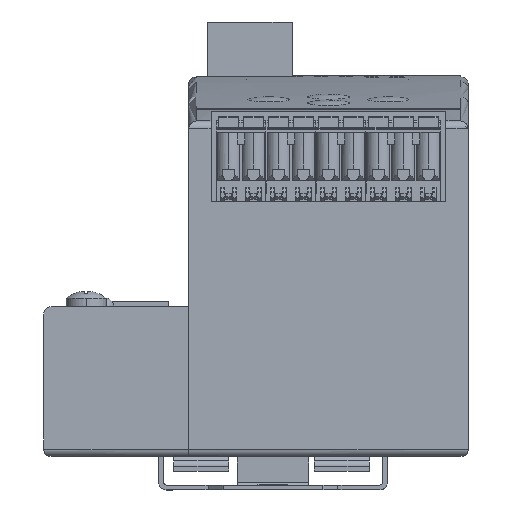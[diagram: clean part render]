
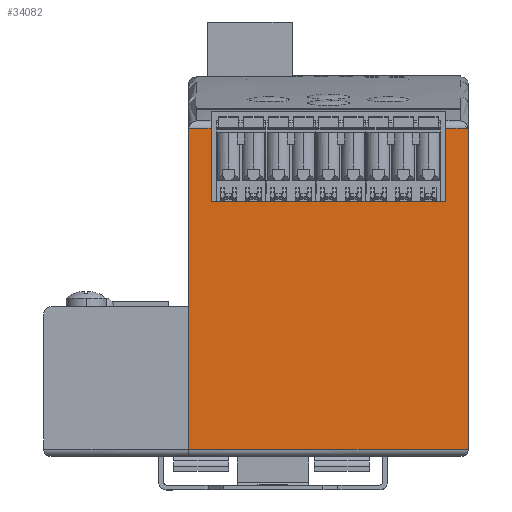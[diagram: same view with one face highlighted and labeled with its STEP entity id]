
A CAD part, front view. The second image highlights one B-rep face of the part: STEP entity #34082.
In plain terms, the highlighted planar face has unit normal (0, -1, 0).
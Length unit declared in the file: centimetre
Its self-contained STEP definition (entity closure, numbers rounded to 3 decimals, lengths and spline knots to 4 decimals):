
#1903=PLANE('',#43055);
#3148=B_SPLINE_CURVE_WITH_KNOTS('',3,(#45423,#45424,#45425,#45426,#45427,
#45428,#45429,#45430,#45431,#45432,#45433,#45434,#45435,#45436,#45437,#45438,
#45439,#45440,#45441,#45442,#45443,#45444,#45445,#45446,#45447,#45448,#45449,
#45450,#45451,#45452,#45453,#45454,#45455,#45456),.UNSPECIFIED.,.T.,.U.,
(4,2,2,2,2,2,2,2,2,2,2,2,2,2,2,2,4),(0.,0.0553,0.111,
0.167,0.2234,0.2798,0.3358,
0.3915,0.4468,0.5022,0.5578,
0.6139,0.6702,0.7266,0.7827,
0.8383,0.8937),.UNSPECIFIED.);
#3151=B_SPLINE_CURVE_WITH_KNOTS('',3,(#45501,#45502,#45503,#45504,#45505,
#45506,#45507,#45508,#45509,#45510,#45511,#45512,#45513,#45514,#45515,#45516,
#45517,#45518,#45519,#45520,#45521,#45522,#45523,#45524,#45525,#45526,#45527,
#45528,#45529,#45530,#45531,#45532,#45533,#45534),.UNSPECIFIED.,.T.,.U.,
(4,2,2,2,2,2,2,2,2,2,2,2,2,2,2,2,4),(0.,0.0553,0.111,
0.167,0.2234,0.2798,0.3358,
0.3915,0.4468,0.5022,0.5578,
0.6139,0.6702,0.7266,0.7827,0.8383,
0.8937),.UNSPECIFIED.);
#3768=VECTOR('',#35966,1.);
#3771=VECTOR('',#35975,1.);
#3776=VECTOR('',#35993,1.);
#3779=VECTOR('',#35999,1.);
#3783=VECTOR('',#36008,1.);
#3784=VECTOR('',#36009,1.);
#3785=VECTOR('',#36010,1.);
#3786=VECTOR('',#36011,1.);
#7356=LINE('',#45475,#3768);
#7359=LINE('',#45483,#3771);
#7364=LINE('',#45548,#3776);
#7367=LINE('',#45553,#3779);
#7371=LINE('',#45564,#3783);
#7372=LINE('',#45565,#3784);
#7373=LINE('',#45566,#3785);
#7374=LINE('',#45568,#3786);
#11259=VERTEX_POINT('',#45422);
#11260=VERTEX_POINT('',#45457);
#11261=VERTEX_POINT('',#45472);
#11264=VERTEX_POINT('',#45482);
#11265=VERTEX_POINT('',#45484);
#11267=VERTEX_POINT('',#45535);
#11268=VERTEX_POINT('',#45542);
#11271=VERTEX_POINT('',#45547);
#11272=VERTEX_POINT('',#45554);
#11275=VERTEX_POINT('',#45567);
#15193=EDGE_CURVE('',#11259,#11260,#3148,.T.);
#15197=EDGE_CURVE('',#11260,#11261,#7356,.T.);
#15201=EDGE_CURVE('',#11264,#11265,#7359,.T.);
#15205=EDGE_CURVE('',#11265,#11267,#3151,.T.);
#15212=EDGE_CURVE('',#11271,#11268,#7364,.T.);
#15215=EDGE_CURVE('',#11272,#11261,#7367,.T.);
#15221=EDGE_CURVE('',#11259,#11268,#7371,.T.);
#15222=EDGE_CURVE('',#11271,#11267,#7372,.T.);
#15223=EDGE_CURVE('',#11264,#11275,#7373,.T.);
#15224=EDGE_CURVE('',#11275,#11272,#7374,.T.);
#20175=ORIENTED_EDGE('',*,*,#15197,.F.);
#20176=ORIENTED_EDGE('',*,*,#15193,.F.);
#20177=ORIENTED_EDGE('',*,*,#15221,.T.);
#20178=ORIENTED_EDGE('',*,*,#15212,.F.);
#20179=ORIENTED_EDGE('',*,*,#15222,.T.);
#20180=ORIENTED_EDGE('',*,*,#15205,.F.);
#20181=ORIENTED_EDGE('',*,*,#15201,.F.);
#20182=ORIENTED_EDGE('',*,*,#15223,.T.);
#20183=ORIENTED_EDGE('',*,*,#15224,.T.);
#20184=ORIENTED_EDGE('',*,*,#15215,.T.);
#30002=EDGE_LOOP('',(#20175,#20176,#20177,#20178,#20179,#20180,#20181,#20182,
#20183,#20184));
#32042=FACE_BOUND('',#30002,.T.);
#34082=ADVANCED_FACE('',(#32042),#1903,.T.);
#35966=DIRECTION('',(1.,0.,0.));
#35975=DIRECTION('',(1.,0.,0.));
#35993=DIRECTION('',(-1.,0.,0.));
#35999=DIRECTION('',(0.,0.,1.));
#36007=DIRECTION('',(0.,-1.,0.));
#36008=DIRECTION('',(0.,0.,-1.));
#36009=DIRECTION('',(0.,0.,1.));
#36010=DIRECTION('',(0.,0.,-1.));
#36011=DIRECTION('',(-1.,0.,0.));
#43055=AXIS2_PLACEMENT_3D('',#45563,#36007,$);
#45422=CARTESIAN_POINT('',(-2.8,-6.05,6.5483));
#45423=CARTESIAN_POINT('',(-2.65,-6.05,6.7));
#45424=CARTESIAN_POINT('',(-2.6316,-6.05,6.7));
#45425=CARTESIAN_POINT('',(-2.6099,-6.05,6.6956));
#45426=CARTESIAN_POINT('',(-2.5757,-6.05,6.6814));
#45427=CARTESIAN_POINT('',(-2.5572,-6.05,6.669));
#45428=CARTESIAN_POINT('',(-2.531,-6.05,6.6425));
#45429=CARTESIAN_POINT('',(-2.5186,-6.05,6.6239));
#45430=CARTESIAN_POINT('',(-2.5044,-6.05,6.5892));
#45431=CARTESIAN_POINT('',(-2.5,-6.05,6.5671));
#45432=CARTESIAN_POINT('',(-2.5,-6.05,6.5295));
#45433=CARTESIAN_POINT('',(-2.5044,-6.05,6.5074));
#45434=CARTESIAN_POINT('',(-2.5186,-6.05,6.4727));
#45435=CARTESIAN_POINT('',(-2.531,-6.05,6.454));
#45436=CARTESIAN_POINT('',(-2.5572,-6.05,6.4276));
#45437=CARTESIAN_POINT('',(-2.5757,-6.05,6.4152));
#45438=CARTESIAN_POINT('',(-2.6099,-6.05,6.4009));
#45439=CARTESIAN_POINT('',(-2.6316,-6.05,6.3966));
#45440=CARTESIAN_POINT('',(-2.6684,-6.05,6.3966));
#45441=CARTESIAN_POINT('',(-2.6901,-6.05,6.4009));
#45442=CARTESIAN_POINT('',(-2.7243,-6.05,6.4152));
#45443=CARTESIAN_POINT('',(-2.7428,-6.05,6.4276));
#45444=CARTESIAN_POINT('',(-2.769,-6.05,6.454));
#45445=CARTESIAN_POINT('',(-2.7814,-6.05,6.4727));
#45446=CARTESIAN_POINT('',(-2.7956,-6.05,6.5074));
#45447=CARTESIAN_POINT('',(-2.8,-6.05,6.5295));
#45448=CARTESIAN_POINT('',(-2.8,-6.05,6.5671));
#45449=CARTESIAN_POINT('',(-2.7956,-6.05,6.5892));
#45450=CARTESIAN_POINT('',(-2.7814,-6.05,6.6239));
#45451=CARTESIAN_POINT('',(-2.769,-6.05,6.6425));
#45452=CARTESIAN_POINT('',(-2.7428,-6.05,6.669));
#45453=CARTESIAN_POINT('',(-2.7243,-6.05,6.6814));
#45454=CARTESIAN_POINT('',(-2.6901,-6.05,6.6956));
#45455=CARTESIAN_POINT('',(-2.6684,-6.05,6.7));
#45456=CARTESIAN_POINT('',(-2.65,-6.05,6.7));
#45457=CARTESIAN_POINT('',(-2.7983,-6.05,6.5709));
#45472=CARTESIAN_POINT('',(-2.35,-6.05,6.5709));
#45475=CARTESIAN_POINT('',(-2.8,-6.05,6.5709));
#45482=CARTESIAN_POINT('',(2.35,-6.05,6.5709));
#45483=CARTESIAN_POINT('',(-2.8,-6.05,6.5709));
#45484=CARTESIAN_POINT('',(2.7983,-6.05,6.5709));
#45501=CARTESIAN_POINT('',(2.65,-6.05,6.7));
#45502=CARTESIAN_POINT('',(2.6684,-6.05,6.7));
#45503=CARTESIAN_POINT('',(2.6901,-6.05,6.6956));
#45504=CARTESIAN_POINT('',(2.7243,-6.05,6.6814));
#45505=CARTESIAN_POINT('',(2.7428,-6.05,6.669));
#45506=CARTESIAN_POINT('',(2.769,-6.05,6.6425));
#45507=CARTESIAN_POINT('',(2.7814,-6.05,6.6239));
#45508=CARTESIAN_POINT('',(2.7956,-6.05,6.5892));
#45509=CARTESIAN_POINT('',(2.8,-6.05,6.5671));
#45510=CARTESIAN_POINT('',(2.8,-6.05,6.5295));
#45511=CARTESIAN_POINT('',(2.7956,-6.05,6.5074));
#45512=CARTESIAN_POINT('',(2.7814,-6.05,6.4727));
#45513=CARTESIAN_POINT('',(2.769,-6.05,6.454));
#45514=CARTESIAN_POINT('',(2.7428,-6.05,6.4276));
#45515=CARTESIAN_POINT('',(2.7243,-6.05,6.4152));
#45516=CARTESIAN_POINT('',(2.6901,-6.05,6.4009));
#45517=CARTESIAN_POINT('',(2.6684,-6.05,6.3966));
#45518=CARTESIAN_POINT('',(2.6316,-6.05,6.3966));
#45519=CARTESIAN_POINT('',(2.6099,-6.05,6.4009));
#45520=CARTESIAN_POINT('',(2.5757,-6.05,6.4152));
#45521=CARTESIAN_POINT('',(2.5572,-6.05,6.4276));
#45522=CARTESIAN_POINT('',(2.531,-6.05,6.454));
#45523=CARTESIAN_POINT('',(2.5186,-6.05,6.4727));
#45524=CARTESIAN_POINT('',(2.5044,-6.05,6.5074));
#45525=CARTESIAN_POINT('',(2.5,-6.05,6.5295));
#45526=CARTESIAN_POINT('',(2.5,-6.05,6.5671));
#45527=CARTESIAN_POINT('',(2.5044,-6.05,6.5892));
#45528=CARTESIAN_POINT('',(2.5186,-6.05,6.6239));
#45529=CARTESIAN_POINT('',(2.531,-6.05,6.6425));
#45530=CARTESIAN_POINT('',(2.5572,-6.05,6.669));
#45531=CARTESIAN_POINT('',(2.5757,-6.05,6.6814));
#45532=CARTESIAN_POINT('',(2.6099,-6.05,6.6956));
#45533=CARTESIAN_POINT('',(2.6316,-6.05,6.7));
#45534=CARTESIAN_POINT('',(2.65,-6.05,6.7));
#45535=CARTESIAN_POINT('',(2.8,-6.05,6.5483));
#45542=CARTESIAN_POINT('',(-2.8,-6.05,0.15));
#45547=CARTESIAN_POINT('',(2.8,-6.05,0.15));
#45548=CARTESIAN_POINT('',(-2.8,-6.05,0.15));
#45553=CARTESIAN_POINT('',(-2.35,-6.05,6.175));
#45554=CARTESIAN_POINT('',(-2.35,-6.05,5.1));
#45563=CARTESIAN_POINT('',(-2.8,-6.05,3.35));
#45564=CARTESIAN_POINT('',(-2.8,-6.05,6.7));
#45565=CARTESIAN_POINT('',(2.8,-6.05,6.7));
#45566=CARTESIAN_POINT('',(2.35,-6.05,6.175));
#45567=CARTESIAN_POINT('',(2.35,-6.05,5.1));
#45568=CARTESIAN_POINT('',(-1.4,-6.05,5.1));
